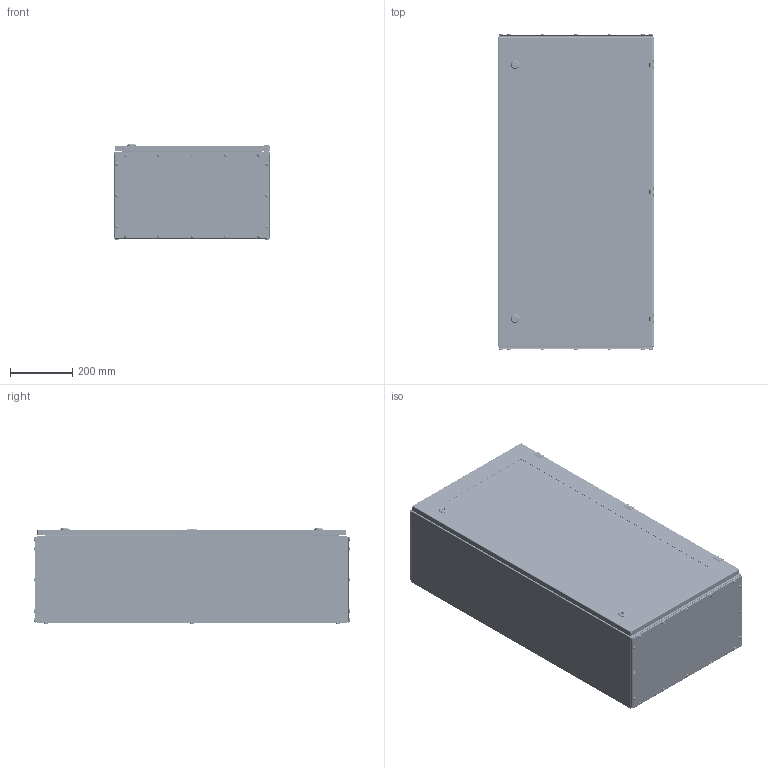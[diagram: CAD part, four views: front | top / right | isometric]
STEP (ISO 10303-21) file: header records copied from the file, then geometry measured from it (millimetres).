
FILE_DESCRIPTION (( 'STEP AP214' ), '1' );
FILE_NAME ('12.050.100.30.STEP', '2024-06-13T06:24:48', ( '' ), ( '' ), 'SwSTEP 2.0', 'SolidWorks 2021', '' );
FILE_SCHEMA (( 'AUTOMOTIVE_DESIGN' ));
Length unit declared in the file: millimetre
Products named in the file (30): Âèíò DIN 967 Ì5õ16 ñ ïîëóêðóãëîé ãîëîâêîé ñ êðåñòîîáðàçíûì øëèöåì; SW6X8.stp; Ãàéêà M6 DIN6923.step; 8SJ_MS705-1_0040.stp; 8SJ_MS705_0760.stp; 署赅 W500D300; Ãàñêåòèíã W500H1000; 砑鳧罻 H1000; Ãàéêà M8 DIN6923.step; 8SJ_S1B_0001.stp; Øïèëüêà ïðèâàðíàÿ Ì6õ10; Ïðîêëàäêà êðûøêè W500D300; 嵑謺麃 檐; Êîðïóñ øêàôà W500H1000D300; 砑鳧罻 W500; Øïèëüêà ïðèâàðíàÿ Ì8õ25; Áîëò Ì6õ10 ñ øåñòèãðàííîé ãîëîâêîé ñ ïðåññøàéáîé; Ïåðåìû÷êà êàðêàñà W500; 8SJ_MS705_0010.stp; Çàêëåïêà ðåçüáîâàÿ Ì5 øåñòèãðàííàÿ ñ óìåíüøåííûì áîðòîì; Øïèëüêà ïðèâàðíàÿ Ì6õ15; ﾄ粢鮱 W500H1000; 12.050.100.30; 8SJ_MS705_0510.stp; 417.510; Êàðêàñ øêàôà W500H1000D300; 栺樏鋋 W500H1000; Ñòåêëÿííàÿ äâåðü ÑÁ W500H1000; ﾇ瑟鶴 ﾀﾑ ms1000-3M.stp; Çàêëåïêà ðåçüáîâàÿ Ì8 øåñòèãðàííàÿ ñ óìåíüøåííûì áîðòîì
Assembly tree (145 placements, depth 4):
  12.050.100.30
    Êàðêàñ øêàôà W500H1000D300
      Êîðïóñ øêàôà W500H1000D300
      Ïåðåìû÷êà êàðêàñà W500  x2
      Øïèëüêà ïðèâàðíàÿ Ì6õ15  x8
      Øïèëüêà ïðèâàðíàÿ Ì8õ25  x6
    署赅 W500D300  x2
    Ïðîêëàäêà êðûøêè W500D300  x2
    Ñòåêëÿííàÿ äâåðü ÑÁ W500H1000
      ﾄ粢鮱 W500H1000
      Ãàñêåòèíã W500H1000
      ﾇ瑟鶴 ﾀﾑ ms1000-3M.stp  x2
        8SJ_MS705_0010.stp
        8SJ_MS705_0510.stp
        8SJ_MS705_0760.stp
        8SJ_S1B_0001.stp
        8SJ_MS705-1_0040.stp
        SW6X8.stp
      Øïèëüêà ïðèâàðíàÿ Ì6õ10  x12
      栺樏鋋 W500H1000
      Ãàéêà M6 DIN6923.step  x12
      砑鳧罻 H1000  x2
      砑鳧罻 W500  x2
    嵑謺麃 檐  x3
    Áîëò Ì6õ10 ñ øåñòèãðàííîé ãîëîâêîé ñ ïðåññøàéáîé  x3
    Çàêëåïêà ðåçüáîâàÿ Ì5 øåñòèãðàííàÿ ñ óìåíüøåííûì áîðòîì  x32
    Âèíò DIN 967 Ì5õ16 ñ ïîëóêðóãëîé ãîëîâêîé ñ êðåñòîîáðàçíûì øëèöåì  x32
    Çàêëåïêà ðåçüáîâàÿ Ì8 øåñòèãðàííàÿ ñ óìåíüøåííûì áîðòîì  x6
    417.510
    Ãàéêà M8 DIN6923.step  x6
Bounding box: 500 x 1015.11 x 304.65 mm (x, y, z)
Volume: 4309129.4 mm3; surface area: 5642573.3 mm2
Topology: 147 solids, 159 shells, 7767 faces, 19629 edges, 12253 vertices
Faces by surface type: plane 3194, cylinder 2661, bspline 752, cone 554, torus 430, sphere 176
Entity records: 94279 total; most frequent: CARTESIAN_POINT 45071, ORIENTED_EDGE 10452, DIRECTION 8900, EDGE_CURVE 5232, VERTEX_POINT 3235, AXIS2_PLACEMENT_3D 2979, VECTOR 2942, LINE 2942
